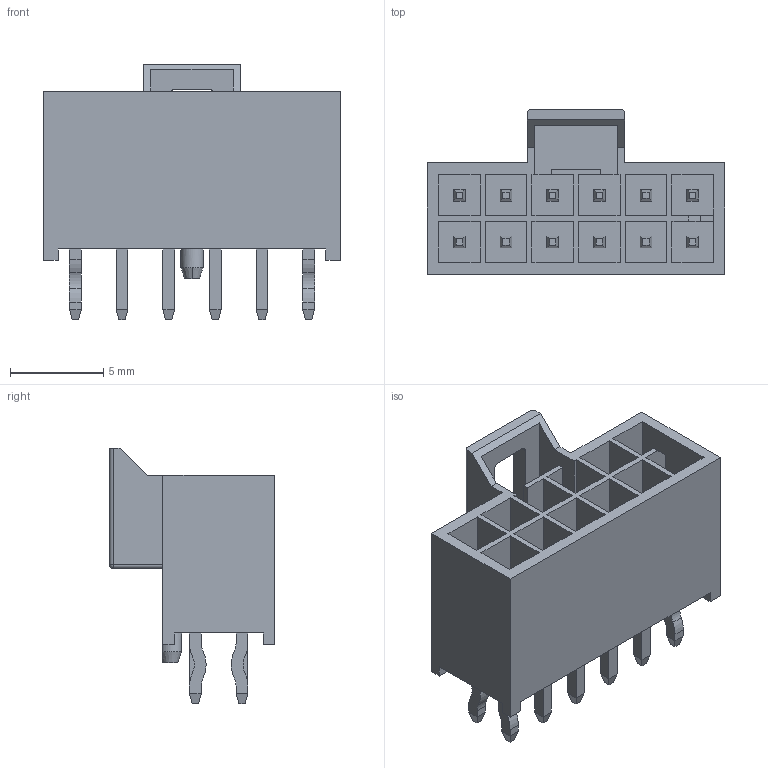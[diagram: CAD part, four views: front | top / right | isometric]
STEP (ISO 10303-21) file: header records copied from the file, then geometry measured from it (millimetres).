
FILE_DESCRIPTION((''),'2;1');
FILE_NAME('1053101212','2016-08-02T',('gsharma'),(''),'PRO/ENGINEER BY PARAMETRIC TECHNOLOGY CORPORATION, 2012310','PRO/ENGINEER BY PARAMETRIC TECHNOLOGY CORPORATION, 2012310','');
FILE_SCHEMA(('CONFIG_CONTROL_DESIGN'));
Length unit declared in the file: millimetre
Products named in the file (1): 1053101212
Bounding box: 15.94 x 8.84 x 13.71 mm (x, y, z)
Volume: 517.6 mm3; surface area: 1558.9 mm2
Topology: 1 solids, 1 shells, 359 faces, 899 edges, 573 vertices
Faces by surface type: plane 322, cylinder 33, sphere 2, cone 2
Entity records: 10477 total; most frequent: CARTESIAN_POINT 1825, ORIENTED_EDGE 1746, DIRECTION 1712, EDGE_CURVE 873, VECTOR 802, LINE 802, VERTEX_POINT 547, AXIS2_PLACEMENT_3D 455
